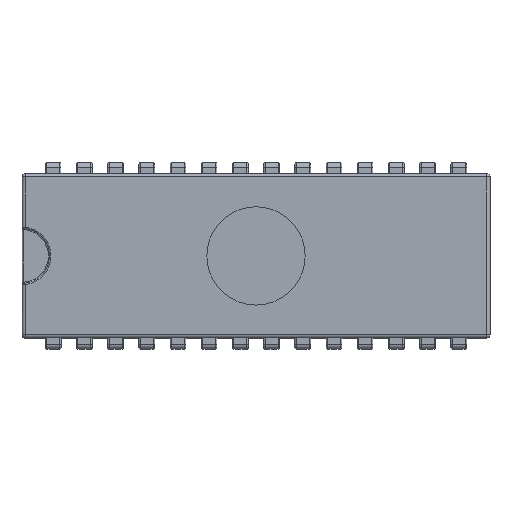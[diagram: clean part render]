
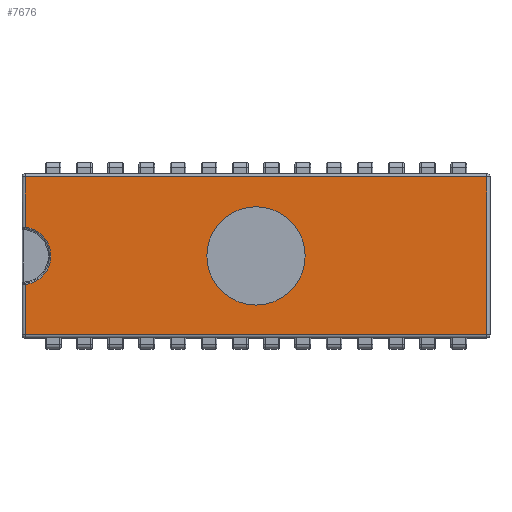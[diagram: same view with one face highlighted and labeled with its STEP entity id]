
A CAD part, top view. The second image highlights one B-rep face of the part: STEP entity #7676.
In plain terms, the highlighted planar face has unit normal (0, 0, 1).
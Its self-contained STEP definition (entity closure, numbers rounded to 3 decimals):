
#141=FACE_BOUND('',#1338,.T.);
#478=PLANE('',#8506);
#879=FACE_OUTER_BOUND('',#1337,.T.);
#1337=EDGE_LOOP('',(#6336,#6337,#6338,#6339,#6340,#6341));
#1338=EDGE_LOOP('',(#6342));
#1997=LINE('',#13661,#2667);
#1999=LINE('',#13668,#2669);
#2001=LINE('',#13678,#2671);
#2004=LINE('',#13690,#2674);
#2007=LINE('',#13694,#2677);
#2667=VECTOR('',#10396,10.);
#2669=VECTOR('',#10406,10.);
#2671=VECTOR('',#10420,10.);
#2674=VECTOR('',#10435,10.);
#2677=VECTOR('',#10440,10.);
#3135=CIRCLE('',#8503,2.35);
#3136=CIRCLE('',#8507,4.);
#3760=VERTEX_POINT('',#13608);
#3763=VERTEX_POINT('',#13643);
#3765=VERTEX_POINT('',#13657);
#3766=VERTEX_POINT('',#13664);
#3768=VERTEX_POINT('',#13671);
#3770=VERTEX_POINT('',#13681);
#3772=VERTEX_POINT('',#13707);
#4729=EDGE_CURVE('',#3760,#3765,#1997,.T.);
#4733=EDGE_CURVE('',#3765,#3766,#1999,.T.);
#4738=EDGE_CURVE('',#3766,#3768,#2001,.T.);
#4744=EDGE_CURVE('',#3768,#3770,#2004,.T.);
#4747=EDGE_CURVE('',#3770,#3763,#2007,.T.);
#4751=EDGE_CURVE('',#3763,#3760,#3135,.T.);
#4754=EDGE_CURVE('',#3772,#3772,#3136,.T.);
#6336=ORIENTED_EDGE('',*,*,#4729,.F.);
#6337=ORIENTED_EDGE('',*,*,#4751,.F.);
#6338=ORIENTED_EDGE('',*,*,#4747,.F.);
#6339=ORIENTED_EDGE('',*,*,#4744,.F.);
#6340=ORIENTED_EDGE('',*,*,#4738,.F.);
#6341=ORIENTED_EDGE('',*,*,#4733,.F.);
#6342=ORIENTED_EDGE('',*,*,#4754,.T.);
#7676=ADVANCED_FACE('',(#879,#141),#478,.T.);
#8503=AXIS2_PLACEMENT_3D('',#13701,#10451,#10452);
#8506=AXIS2_PLACEMENT_3D('',#13706,#10459,#10460);
#8507=AXIS2_PLACEMENT_3D('',#13708,#10461,#10462);
#10396=DIRECTION('',(0.,1.,0.));
#10406=DIRECTION('',(1.,0.,0.));
#10420=DIRECTION('',(0.,-1.,0.));
#10435=DIRECTION('',(-1.,0.,0.));
#10440=DIRECTION('',(0.,1.,0.));
#10451=DIRECTION('center_axis',(0.,0.,1.));
#10452=DIRECTION('ref_axis',(1.,0.,0.));
#10459=DIRECTION('center_axis',(0.,0.,1.));
#10460=DIRECTION('ref_axis',(1.,0.,0.));
#10461=DIRECTION('center_axis',(0.,0.,-1.));
#10462=DIRECTION('ref_axis',(-1.,0.,0.));
#13608=CARTESIAN_POINT('',(-18.8,2.337,4.2));
#13643=CARTESIAN_POINT('',(-18.8,-2.337,4.2));
#13657=CARTESIAN_POINT('',(-18.8,6.43,4.2));
#13661=CARTESIAN_POINT('',(-18.8,3.34,4.2));
#13664=CARTESIAN_POINT('',(18.8,6.43,4.2));
#13668=CARTESIAN_POINT('',(9.525,6.43,4.2));
#13671=CARTESIAN_POINT('',(18.8,-6.43,4.2));
#13678=CARTESIAN_POINT('',(18.8,-3.34,4.2));
#13681=CARTESIAN_POINT('',(-18.8,-6.43,4.2));
#13690=CARTESIAN_POINT('',(-9.525,-6.43,4.2));
#13694=CARTESIAN_POINT('',(-18.8,3.34,4.2));
#13701=CARTESIAN_POINT('Origin',(-19.05,0.,4.2));
#13706=CARTESIAN_POINT('Origin',(0.,0.,4.2));
#13707=CARTESIAN_POINT('',(4.,0.,4.2));
#13708=CARTESIAN_POINT('Origin',(0.,0.,4.2));
